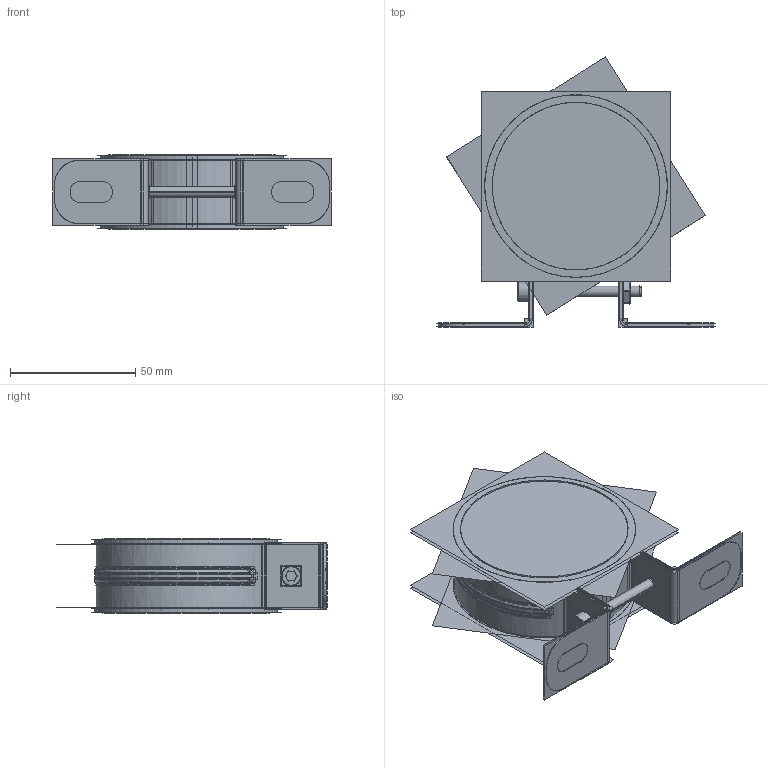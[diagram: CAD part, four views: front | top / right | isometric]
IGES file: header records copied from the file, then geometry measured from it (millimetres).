
Start section:  PTC IGES file: 215261.igs
Global section: file name: 215261.igs; native system: Creo Parametric by PTC Inc.; preprocessor: 2019292; author: PDMAdmin; organization: Unknown; date: 20200928.085444; units: millimetre
Bounding box: 111.4 x 108.05 x 29.95 mm (x, y, z)
Volume: 18752.9 mm3; surface area: 164503.6 mm2
Topology: 4 solids, 4 shells, 248 faces, 1168 edges, 1456 vertices
Faces by surface type: bspline 124, revolution 124
